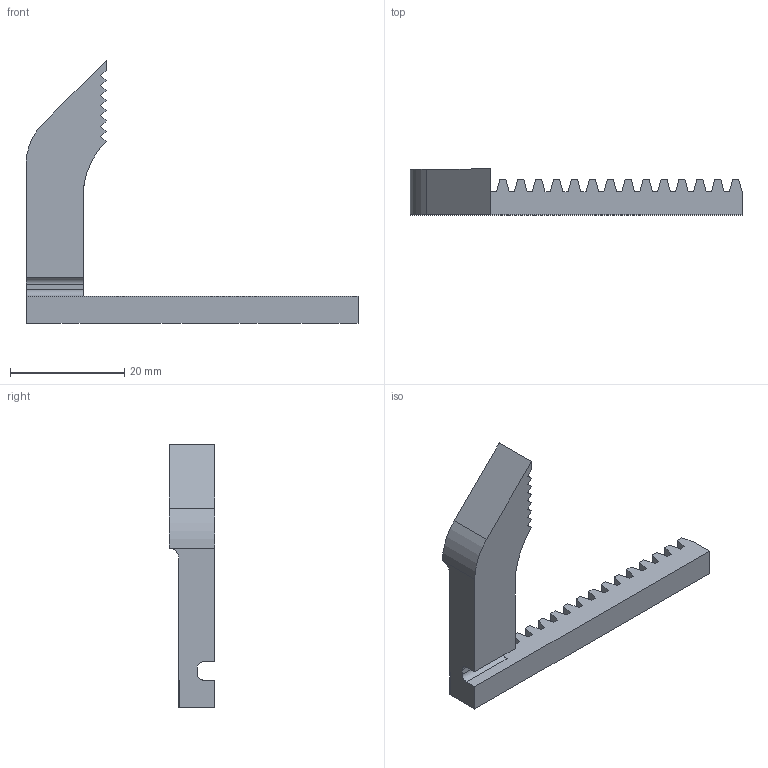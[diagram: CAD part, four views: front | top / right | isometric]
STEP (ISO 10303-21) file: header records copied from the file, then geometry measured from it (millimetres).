
FILE_DESCRIPTION (( 'STEP AP203' ), '1' );
FILE_NAME ('rotGear_1mm_ServoMotor.STEP', '2024-12-14T14:23:29', ( '' ), ( '' ), 'SwSTEP 2.0', 'SolidWorks 2024', '' );
FILE_SCHEMA (( 'CONFIG_CONTROL_DESIGN' ));
Length unit declared in the file: millimetre
Products named in the file (1): rotGear_1mm_ServoMotor
Bounding box: 58.23 x 8 x 46.12 mm (x, y, z)
Volume: 3989.1 mm3; surface area: 2968.3 mm2
Topology: 1 solids, 1 shells, 108 faces, 316 edges, 210 vertices
Faces by surface type: plane 103, cylinder 5
Entity records: 3601 total; most frequent: CARTESIAN_POINT 651, ORIENTED_EDGE 632, DIRECTION 541, EDGE_CURVE 316, VECTOR 305, LINE 305, VERTEX_POINT 210, AXIS2_PLACEMENT_3D 118
